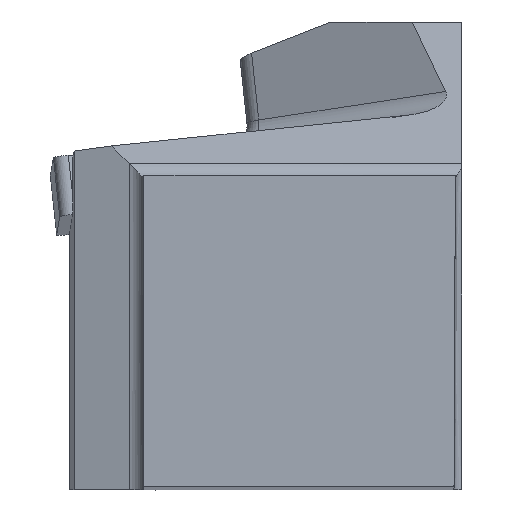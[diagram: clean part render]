
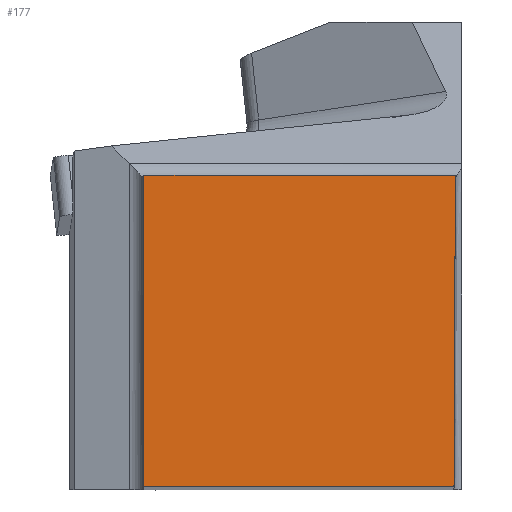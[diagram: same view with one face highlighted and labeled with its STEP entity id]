
A CAD part, top view. The second image highlights one B-rep face of the part: STEP entity #177.
In plain terms, the highlighted planar face has unit normal (0, 0, 1).
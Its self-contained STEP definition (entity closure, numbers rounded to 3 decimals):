
#137=FACE_OUTER_BOUND('',#414,.T.);
#177=ADVANCED_FACE('SHANK_FACE_BACK',(#137),#214,.F.);
#214=PLANE('',#945);
#247=LINE('',#1310,#324);
#287=LINE('',#1403,#364);
#288=LINE('',#1405,#365);
#289=LINE('',#1407,#366);
#324=VECTOR('',#1049,1.);
#364=VECTOR('',#1129,1.);
#365=VECTOR('',#1130,1.);
#366=VECTOR('',#1131,1.);
#414=EDGE_LOOP('',(#564,#565,#566,#567));
#564=ORIENTED_EDGE('',*,*,#796,.F.);
#565=ORIENTED_EDGE('',*,*,#748,.T.);
#566=ORIENTED_EDGE('',*,*,#797,.T.);
#567=ORIENTED_EDGE('',*,*,#798,.F.);
#670=VERTEX_POINT('',#1309);
#671=VERTEX_POINT('',#1311);
#704=VERTEX_POINT('',#1404);
#705=VERTEX_POINT('',#1406);
#748=EDGE_CURVE('',#671,#670,#247,.T.);
#796=EDGE_CURVE('',#671,#704,#287,.T.);
#797=EDGE_CURVE('',#670,#705,#288,.T.);
#798=EDGE_CURVE('',#704,#705,#289,.T.);
#945=AXIS2_PLACEMENT_3D('',#1408,#1132,#1133);
#1049=DIRECTION('',(1.,0.,0.));
#1129=DIRECTION('',(0.,1.,0.));
#1130=DIRECTION('',(0.004,1.,0.));
#1131=DIRECTION('',(1.,0.,0.));
#1132=DIRECTION('',(0.,0.,-1.));
#1133=DIRECTION('',(-0.994,-0.106,0.));
#1309=CARTESIAN_POINT('',(-0.109,0.,0.));
#1310=CARTESIAN_POINT('',(-35.441,0.,0.));
#1311=CARTESIAN_POINT('',(-24.875,0.,0.));
#1403=CARTESIAN_POINT('',(-24.875,-6.744,0.));
#1404=CARTESIAN_POINT('',(-24.875,24.875,0.));
#1405=CARTESIAN_POINT('',(-0.808,-160.194,0.));
#1406=CARTESIAN_POINT('',(0.,24.875,0.));
#1407=CARTESIAN_POINT('',(-35.441,24.875,0.));
#1408=CARTESIAN_POINT('',(0.,0.,
0.));
